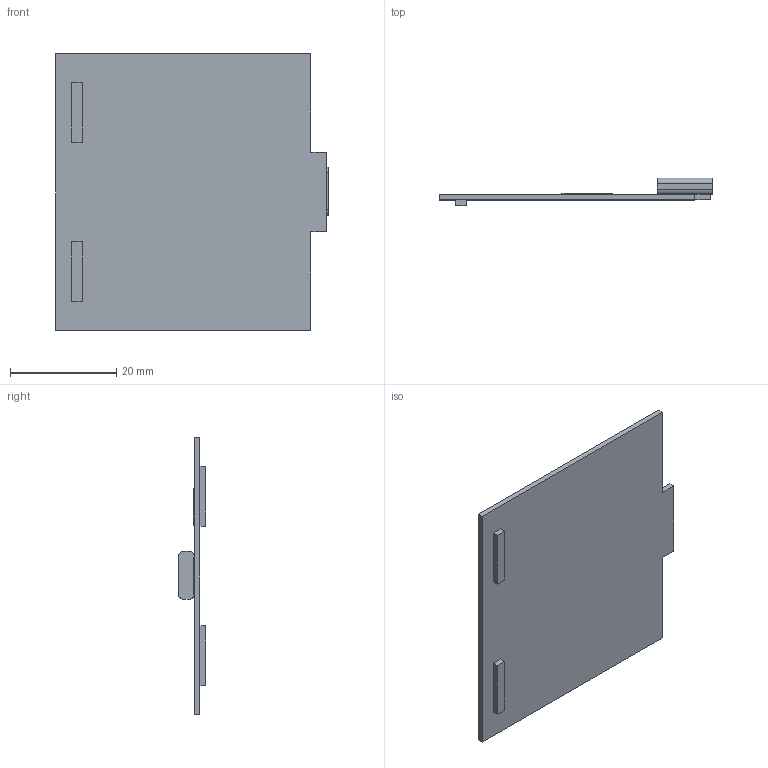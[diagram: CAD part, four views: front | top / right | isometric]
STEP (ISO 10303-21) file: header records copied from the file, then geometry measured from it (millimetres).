
FILE_DESCRIPTION(/* description */ (''),/* implementation_level */ '2;1');
FILE_NAME(/* name */ 'PCB.step',/* time_stamp */ '2025-06-16T07:17:18+09:00',/* author */ (''),/* organization */ (''),/* preprocessor_version */ 'ST-DEVELOPER v20.1',/* originating_system */ 'Autodesk Translation Framework v14.10.0.0',/* authorisation */ '');
FILE_SCHEMA (('AUTOMOTIVE_DESIGN { 1 0 10303 214 3 1 1 }'));
Length unit declared in the file: millimetre
Products named in the file (2): Smart_Glasses_V12; PCB Board
Assembly tree (1 placements, depth 2):
  Smart_Glasses_V12
    PCB Board
Bounding box: 51.3 x 5.19 x 52 mm (x, y, z)
Volume: 2752.3 mm3; surface area: 6108.4 mm2
Topology: 7 solids, 7 shells, 59 faces, 132 edges, 88 vertices
Faces by surface type: plane 51, cylinder 8
Entity records: 1865 total; most frequent: CARTESIAN_POINT 282, DIRECTION 272, ORIENTED_EDGE 264, EDGE_CURVE 132, LINE 116, VECTOR 116, VERTEX_POINT 88, AXIS2_PLACEMENT_3D 78
